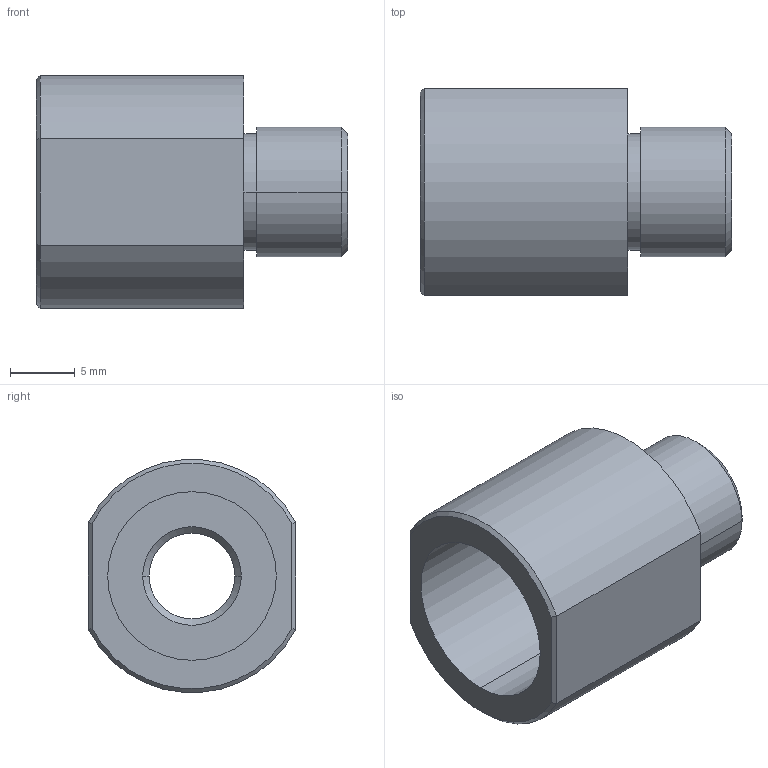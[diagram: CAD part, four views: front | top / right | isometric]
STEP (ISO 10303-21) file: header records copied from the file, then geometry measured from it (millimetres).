
FILE_DESCRIPTION((''),'2;1');
FILE_NAME('M10X1_0001','2024-10-24T14:38:51',('TQY1996'),(''),'CREO PARAMETRIC BY PTC INC, 2021424','CREO PARAMETRIC BY PTC INC, 2021424','');
FILE_SCHEMA(('CONFIG_CONTROL_DESIGN'));
Length unit declared in the file: millimetre
Products named in the file (1): M10X1_0001
Bounding box: 24 x 16 x 17.94 mm (x, y, z)
Volume: 2371.8 mm3; surface area: 2397.6 mm2
Topology: 1 solids, 1 shells, 36 faces, 74 edges, 46 vertices
Faces by surface type: cylinder 14, plane 12, cone 6, torus 4
Entity records: 1028 total; most frequent: CARTESIAN_POINT 194, DIRECTION 182, ORIENTED_EDGE 148, AXIS2_PLACEMENT_3D 78, EDGE_CURVE 74, VERTEX_POINT 46, EDGE_LOOP 44, CIRCLE 42
